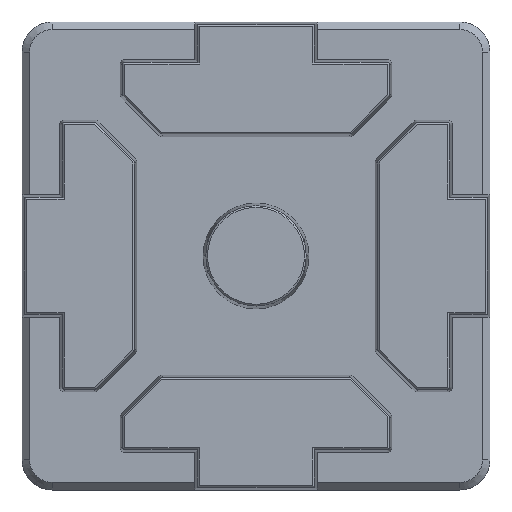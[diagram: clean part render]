
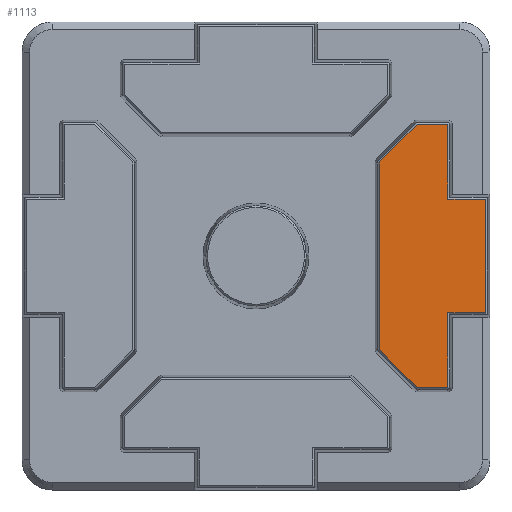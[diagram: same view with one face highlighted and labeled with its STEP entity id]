
A CAD part, top view. The second image highlights one B-rep face of the part: STEP entity #1113.
In plain terms, the highlighted planar face has unit normal (0, 0, 1).
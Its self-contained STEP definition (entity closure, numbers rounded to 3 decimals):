
#32 = CIRCLE ( 'NONE', #559, 0.011 ) ;
#122 = EDGE_CURVE ( 'NONE', #1180, #1572, #3888, .T. ) ;
#131 = DIRECTION ( 'NONE',  ( -1., 0., 0. ) ) ;
#197 = EDGE_CURVE ( 'NONE', #4007, #2234, #1622, .T. ) ;
#201 = CARTESIAN_POINT ( 'NONE',  ( 8.192, 6.228, 5.5 ) ) ;
#266 = ORIENTED_EDGE ( 'NONE', *, *, #3635, .T. ) ;
#299 = DIRECTION ( 'NONE',  ( 1., 0., 0. ) ) ;
#351 = CARTESIAN_POINT ( 'NONE',  ( 12.711, -8.7, 5.5 ) ) ;
#363 = EDGE_CURVE ( 'NONE', #1903, #3922, #414, .T. ) ;
#414 = LINE ( 'NONE', #1974, #3409 ) ;
#416 = DIRECTION ( 'NONE',  ( 0., 0., 1. ) ) ;
#440 = EDGE_CURVE ( 'NONE', #4086, #4046, #1630, .T. ) ;
#445 = CARTESIAN_POINT ( 'NONE',  ( 10.68, -8.7, 5.5 ) ) ;
#472 = EDGE_CURVE ( 'NONE', #2433, #1124, #2715, .T. ) ;
#559 = AXIS2_PLACEMENT_3D ( 'NONE', #4764, #1854, #3374 ) ;
#571 = ORIENTED_EDGE ( 'NONE', *, *, #2223, .T. ) ;
#580 = ORIENTED_EDGE ( 'NONE', *, *, #4650, .T. ) ;
#591 = VECTOR ( 'NONE', #2282, 1000. ) ;
#600 = ORIENTED_EDGE ( 'NONE', *, *, #1795, .T. ) ;
#607 = CARTESIAN_POINT ( 'NONE',  ( 15.211, 3.761, 5.5 ) ) ;
#610 = EDGE_CURVE ( 'NONE', #2271, #738, #654, .T. ) ;
#654 = LINE ( 'NONE', #1805, #1267 ) ;
#655 = EDGE_CURVE ( 'NONE', #1339, #1903, #32, .T. ) ;
#738 = VERTEX_POINT ( 'NONE', #1214 ) ;
#813 = DIRECTION ( 'NONE',  ( 1., 0., 0. ) ) ;
#860 = ORIENTED_EDGE ( 'NONE', *, *, #1191, .T. ) ;
#1062 = VECTOR ( 'NONE', #1268, 1000. ) ;
#1113 = ADVANCED_FACE ( 'NONE', ( #2928 ), #2879, .T. ) ;
#1120 = LINE ( 'NONE', #2624, #4209 ) ;
#1124 = VERTEX_POINT ( 'NONE', #3346 ) ;
#1180 = VERTEX_POINT ( 'NONE', #1967 ) ;
#1191 = EDGE_CURVE ( 'NONE', #738, #2075, #1937, .T. ) ;
#1192 = EDGE_CURVE ( 'NONE', #2234, #4086, #1475, .T. ) ;
#1214 = CARTESIAN_POINT ( 'NONE',  ( 15.211, -3.761, 5.5 ) ) ;
#1215 = VECTOR ( 'NONE', #3160, 1000. ) ;
#1216 = EDGE_CURVE ( 'NONE', #1459, #1339, #1646, .T. ) ;
#1260 = CARTESIAN_POINT ( 'NONE',  ( 10.672, -8.708, 5.5 ) ) ;
#1267 = VECTOR ( 'NONE', #3664, 1000. ) ;
#1268 = DIRECTION ( 'NONE',  ( 1., 0., 0. ) ) ;
#1329 = AXIS2_PLACEMENT_3D ( 'NONE', #1905, #416, #4550 ) ;
#1339 = VERTEX_POINT ( 'NONE', #1522 ) ;
#1459 = VERTEX_POINT ( 'NONE', #1708 ) ;
#1475 = CIRCLE ( 'NONE', #3420, 0.011 ) ;
#1522 = CARTESIAN_POINT ( 'NONE',  ( 8.192, 6.228, 5.5 ) ) ;
#1533 = EDGE_LOOP ( 'NONE', ( #3234, #2952, #3904, #600, #3966, #860, #571, #4367, #580, #3204, #266, #1669, #2471, #3162, #4374, #2565 ) ) ;
#1550 = AXIS2_PLACEMENT_3D ( 'NONE', #4811, #2599, #2907 ) ;
#1572 = VERTEX_POINT ( 'NONE', #2233 ) ;
#1608 = DIRECTION ( 'NONE',  ( 0., 0., 1. ) ) ;
#1622 = LINE ( 'NONE', #1260, #3864 ) ;
#1624 = CARTESIAN_POINT ( 'NONE',  ( 12.7, -8.711, 5.5 ) ) ;
#1630 = LINE ( 'NONE', #4572, #1062 ) ;
#1646 = LINE ( 'NONE', #201, #1695 ) ;
#1669 = ORIENTED_EDGE ( 'NONE', *, *, #1216, .T. ) ;
#1695 = VECTOR ( 'NONE', #2871, 1000. ) ;
#1708 = CARTESIAN_POINT ( 'NONE',  ( 10.672, 8.708, 5.5 ) ) ;
#1795 = EDGE_CURVE ( 'NONE', #3592, #2271, #1120, .T. ) ;
#1805 = CARTESIAN_POINT ( 'NONE',  ( 15.317, -3.761, 5.5 ) ) ;
#1854 = DIRECTION ( 'NONE',  ( 0., 0., 1. ) ) ;
#1903 = VERTEX_POINT ( 'NONE', #4665 ) ;
#1905 = CARTESIAN_POINT ( 'NONE',  ( 12.7, -8.7, 5.5 ) ) ;
#1920 = AXIS2_PLACEMENT_3D ( 'NONE', #4140, #3767, #813 ) ;
#1937 = LINE ( 'NONE', #3459, #2260 ) ;
#1967 = CARTESIAN_POINT ( 'NONE',  ( 12.7, 8.711, 5.5 ) ) ;
#1974 = CARTESIAN_POINT ( 'NONE',  ( 8.189, -6.22, 5.5 ) ) ;
#1982 = CARTESIAN_POINT ( 'NONE',  ( 12.711, -3.761, 5.5 ) ) ;
#2075 = VERTEX_POINT ( 'NONE', #607 ) ;
#2103 = VECTOR ( 'NONE', #131, 1000. ) ;
#2213 = DIRECTION ( 'NONE',  ( 0., 0., 1. ) ) ;
#2223 = EDGE_CURVE ( 'NONE', #2075, #2433, #3048, .T. ) ;
#2233 = CARTESIAN_POINT ( 'NONE',  ( 10.68, 8.711, 5.5 ) ) ;
#2234 = VERTEX_POINT ( 'NONE', #2339 ) ;
#2260 = VECTOR ( 'NONE', #2641, 1000. ) ;
#2271 = VERTEX_POINT ( 'NONE', #1982 ) ;
#2282 = DIRECTION ( 'NONE',  ( 0., 1., 0. ) ) ;
#2294 = DIRECTION ( 'NONE',  ( 1., 0., 0. ) ) ;
#2339 = CARTESIAN_POINT ( 'NONE',  ( 10.672, -8.708, 5.5 ) ) ;
#2433 = VERTEX_POINT ( 'NONE', #4258 ) ;
#2471 = ORIENTED_EDGE ( 'NONE', *, *, #655, .T. ) ;
#2565 = ORIENTED_EDGE ( 'NONE', *, *, #197, .T. ) ;
#2599 = DIRECTION ( 'NONE',  ( 0., 0., 1. ) ) ;
#2612 = EDGE_CURVE ( 'NONE', #4046, #3592, #3284, .T. ) ;
#2624 = CARTESIAN_POINT ( 'NONE',  ( 12.711, -3.867, 5.5 ) ) ;
#2641 = DIRECTION ( 'NONE',  ( 0., 1., 0. ) ) ;
#2664 = DIRECTION ( 'NONE',  ( 0., 0., 1. ) ) ;
#2669 = CARTESIAN_POINT ( 'NONE',  ( 8.189, -6.22, 5.5 ) ) ;
#2715 = LINE ( 'NONE', #4610, #591 ) ;
#2737 = DIRECTION ( 'NONE',  ( 1., 0., 0. ) ) ;
#2871 = DIRECTION ( 'NONE',  ( -0.707, -0.707, 0. ) ) ;
#2879 = PLANE ( 'NONE',  #1550 ) ;
#2907 = DIRECTION ( 'NONE',  ( 1., 0., 0. ) ) ;
#2928 = FACE_OUTER_BOUND ( 'NONE', #1533, .T. ) ;
#2952 = ORIENTED_EDGE ( 'NONE', *, *, #440, .T. ) ;
#3048 = LINE ( 'NONE', #3407, #2103 ) ;
#3124 = CARTESIAN_POINT ( 'NONE',  ( 8.192, -6.228, 5.5 ) ) ;
#3160 = DIRECTION ( 'NONE',  ( -1., 0., 0. ) ) ;
#3162 = ORIENTED_EDGE ( 'NONE', *, *, #363, .T. ) ;
#3204 = ORIENTED_EDGE ( 'NONE', *, *, #122, .T. ) ;
#3234 = ORIENTED_EDGE ( 'NONE', *, *, #1192, .T. ) ;
#3284 = CIRCLE ( 'NONE', #1329, 0.011 ) ;
#3346 = CARTESIAN_POINT ( 'NONE',  ( 12.711, 8.7, 5.5 ) ) ;
#3374 = DIRECTION ( 'NONE',  ( 1., 0., 0. ) ) ;
#3407 = CARTESIAN_POINT ( 'NONE',  ( 12.817, 3.761, 5.5 ) ) ;
#3409 = VECTOR ( 'NONE', #4588, 1000. ) ;
#3420 = AXIS2_PLACEMENT_3D ( 'NONE', #445, #2664, #2294 ) ;
#3459 = CARTESIAN_POINT ( 'NONE',  ( 15.211, 3.867, 5.5 ) ) ;
#3467 = CARTESIAN_POINT ( 'NONE',  ( 10.68, 8.7, 5.5 ) ) ;
#3509 = DIRECTION ( 'NONE',  ( 0.707, -0.707, 0. ) ) ;
#3592 = VERTEX_POINT ( 'NONE', #351 ) ;
#3635 = EDGE_CURVE ( 'NONE', #1572, #1459, #4678, .T. ) ;
#3649 = CARTESIAN_POINT ( 'NONE',  ( 12.7, 8.7, 5.5 ) ) ;
#3664 = DIRECTION ( 'NONE',  ( 1., 0., 0. ) ) ;
#3723 = CIRCLE ( 'NONE', #4736, 0.011 ) ;
#3767 = DIRECTION ( 'NONE',  ( 0., 0., 1. ) ) ;
#3864 = VECTOR ( 'NONE', #3509, 1000. ) ;
#3865 = CARTESIAN_POINT ( 'NONE',  ( 10.68, 8.711, 5.5 ) ) ;
#3888 = LINE ( 'NONE', #3865, #1215 ) ;
#3904 = ORIENTED_EDGE ( 'NONE', *, *, #2612, .T. ) ;
#3922 = VERTEX_POINT ( 'NONE', #2669 ) ;
#3966 = ORIENTED_EDGE ( 'NONE', *, *, #610, .T. ) ;
#4007 = VERTEX_POINT ( 'NONE', #3124 ) ;
#4038 = CIRCLE ( 'NONE', #1920, 0.011 ) ;
#4046 = VERTEX_POINT ( 'NONE', #1624 ) ;
#4086 = VERTEX_POINT ( 'NONE', #4226 ) ;
#4102 = DIRECTION ( 'NONE',  ( 0., 1., 0. ) ) ;
#4140 = CARTESIAN_POINT ( 'NONE',  ( 8.2, -6.22, 5.5 ) ) ;
#4209 = VECTOR ( 'NONE', #4102, 1000. ) ;
#4225 = AXIS2_PLACEMENT_3D ( 'NONE', #3467, #1608, #2737 ) ;
#4226 = CARTESIAN_POINT ( 'NONE',  ( 10.68, -8.711, 5.5 ) ) ;
#4258 = CARTESIAN_POINT ( 'NONE',  ( 12.711, 3.761, 5.5 ) ) ;
#4367 = ORIENTED_EDGE ( 'NONE', *, *, #472, .T. ) ;
#4374 = ORIENTED_EDGE ( 'NONE', *, *, #4746, .T. ) ;
#4550 = DIRECTION ( 'NONE',  ( 1., 0., 0. ) ) ;
#4572 = CARTESIAN_POINT ( 'NONE',  ( 12.7, -8.711, 5.5 ) ) ;
#4588 = DIRECTION ( 'NONE',  ( 0., -1., 0. ) ) ;
#4610 = CARTESIAN_POINT ( 'NONE',  ( 12.711, 8.7, 5.5 ) ) ;
#4650 = EDGE_CURVE ( 'NONE', #1124, #1180, #3723, .T. ) ;
#4665 = CARTESIAN_POINT ( 'NONE',  ( 8.189, 6.22, 5.5 ) ) ;
#4678 = CIRCLE ( 'NONE', #4225, 0.011 ) ;
#4736 = AXIS2_PLACEMENT_3D ( 'NONE', #3649, #2213, #299 ) ;
#4746 = EDGE_CURVE ( 'NONE', #3922, #4007, #4038, .T. ) ;
#4764 = CARTESIAN_POINT ( 'NONE',  ( 8.2, 6.22, 5.5 ) ) ;
#4811 = CARTESIAN_POINT ( 'NONE',  ( 12.7, -8.7, 5.5 ) ) ;
